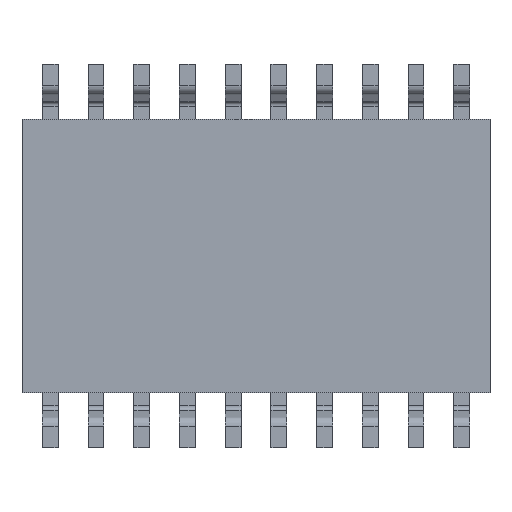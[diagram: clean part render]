
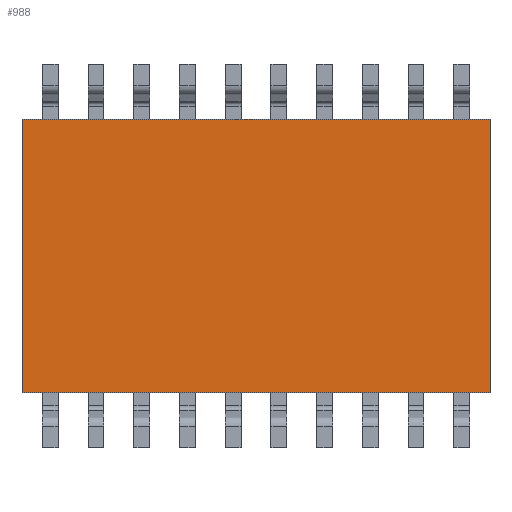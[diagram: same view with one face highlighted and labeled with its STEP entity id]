
A CAD part, front view. The second image highlights one B-rep face of the part: STEP entity #988.
In plain terms, the highlighted planar face has unit normal (0, -1, 0).
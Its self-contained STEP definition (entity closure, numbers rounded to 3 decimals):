
#25 = AXIS2_PLACEMENT_3D ( 'NONE', #334, #1086, #443 ) ;
#140 = ORIENTED_EDGE ( 'NONE', *, *, #1300, .F. ) ;
#232 = DIRECTION ( 'NONE',  ( -1., 0., 0. ) ) ;
#237 = LINE ( 'NONE', #976, #1072 ) ;
#289 = VERTEX_POINT ( 'NONE', #829 ) ;
#311 = VERTEX_POINT ( 'NONE', #1143 ) ;
#316 = ORIENTED_EDGE ( 'NONE', *, *, #992, .F. ) ;
#325 = EDGE_CURVE ( 'NONE', #289, #311, #997, .T. ) ;
#334 = CARTESIAN_POINT ( 'NONE',  ( 6.5, 0.1, -3.8 ) ) ;
#434 = VECTOR ( 'NONE', #1004, 1000. ) ;
#443 = DIRECTION ( 'NONE',  ( 0., 0., -1. ) ) ;
#549 = VERTEX_POINT ( 'NONE', #1203 ) ;
#642 = DIRECTION ( 'NONE',  ( 1., 0., 0. ) ) ;
#706 = VECTOR ( 'NONE', #642, 1000. ) ;
#721 = LINE ( 'NONE', #892, #1271 ) ;
#732 = CARTESIAN_POINT ( 'NONE',  ( 6.5, 0.1, -3.8 ) ) ;
#763 = VERTEX_POINT ( 'NONE', #732 ) ;
#829 = CARTESIAN_POINT ( 'NONE',  ( -6.5, 0.1, 3.8 ) ) ;
#845 = EDGE_LOOP ( 'NONE', ( #881, #973, #316, #140 ) ) ;
#881 = ORIENTED_EDGE ( 'NONE', *, *, #901, .F. ) ;
#892 = CARTESIAN_POINT ( 'NONE',  ( -6.5, 0.1, -3.8 ) ) ;
#900 = CARTESIAN_POINT ( 'NONE',  ( -6.5, 0.1, 3.8 ) ) ;
#901 = EDGE_CURVE ( 'NONE', #311, #763, #237, .T. ) ;
#973 = ORIENTED_EDGE ( 'NONE', *, *, #325, .F. ) ;
#976 = CARTESIAN_POINT ( 'NONE',  ( 6.5, 0.1, 3.8 ) ) ;
#988 = ADVANCED_FACE ( 'NONE', ( #1303 ), #1081, .T. ) ;
#992 = EDGE_CURVE ( 'NONE', #549, #289, #1012, .T. ) ;
#997 = LINE ( 'NONE', #1245, #706 ) ;
#1004 = DIRECTION ( 'NONE',  ( 0., 0., 1. ) ) ;
#1012 = LINE ( 'NONE', #900, #434 ) ;
#1072 = VECTOR ( 'NONE', #1077, 1000. ) ;
#1077 = DIRECTION ( 'NONE',  ( 0., 0., -1. ) ) ;
#1081 = PLANE ( 'NONE',  #25 ) ;
#1086 = DIRECTION ( 'NONE',  ( 0., -1., 0. ) ) ;
#1143 = CARTESIAN_POINT ( 'NONE',  ( 6.5, 0.1, 3.8 ) ) ;
#1203 = CARTESIAN_POINT ( 'NONE',  ( -6.5, 0.1, -3.8 ) ) ;
#1245 = CARTESIAN_POINT ( 'NONE',  ( -6.5, 0.1, 3.8 ) ) ;
#1271 = VECTOR ( 'NONE', #232, 1000. ) ;
#1300 = EDGE_CURVE ( 'NONE', #763, #549, #721, .T. ) ;
#1303 = FACE_OUTER_BOUND ( 'NONE', #845, .T. ) ;
